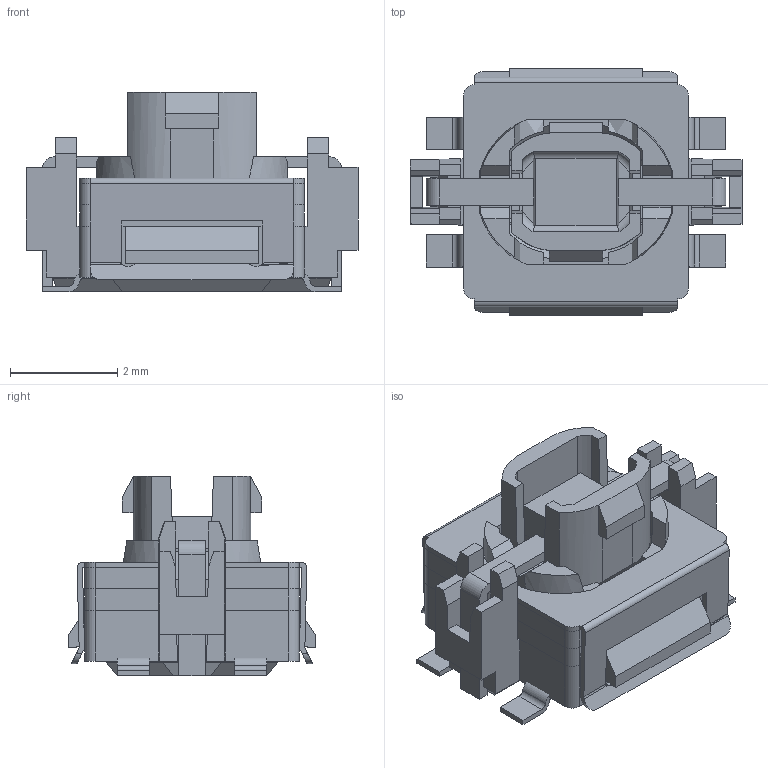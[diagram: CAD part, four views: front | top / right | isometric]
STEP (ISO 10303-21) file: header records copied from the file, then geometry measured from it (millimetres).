
FILE_DESCRIPTION(/* description */ (''),/* implementation_level */ '2;1');
FILE_NAME(/* name */ 'TL6210AFxxxxQ.stp',/* time_stamp */ '2021-03-23T10:28:16-05:00',/* author */ ('mwilliams'),/* organization */ (''),/* preprocessor_version */ 'ST-DEVELOPER v18',/* originating_system */ 'Autodesk Inventor 2020',/* authorisation */ '');
FILE_SCHEMA (('AUTOMOTIVE_DESIGN { 1 0 10303 214 3 1 1 }'));
Length unit declared in the file: millimetre
Products named in the file (1): TL6210AFxxxxQ
Bounding box: 6.2 x 4.6 x 3.72 mm (x, y, z)
Volume: 9.1 mm3; surface area: 307.2 mm2
Topology: 7 solids, 12 shells, 643 faces, 1747 edges, 1117 vertices
Faces by surface type: plane 421, cylinder 180, torus 14, cone 14, bspline 12, sphere 2
Full cylindrical faces by diameter (mm): 0.35 x4, 0.65 x1, 0.7 x1, 0.86 x1, 1.5 x1, 1.55 x1
Entity records: 21901 total; most frequent: CARTESIAN_POINT 4631, ORIENTED_EDGE 3538, DIRECTION 3450, EDGE_CURVE 1747, LINE 1228, VECTOR 1228, VERTEX_POINT 1117, AXIS2_PLACEMENT_3D 1111
